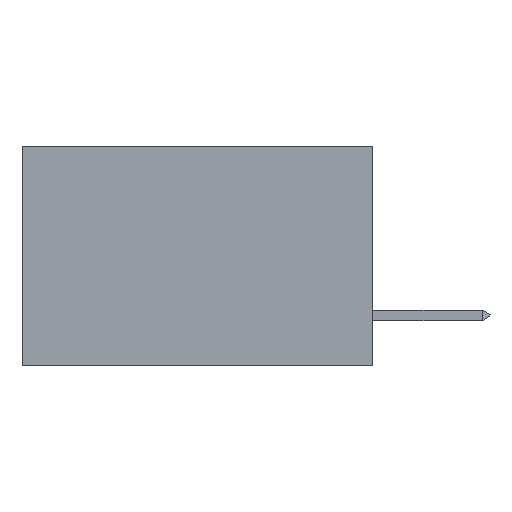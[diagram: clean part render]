
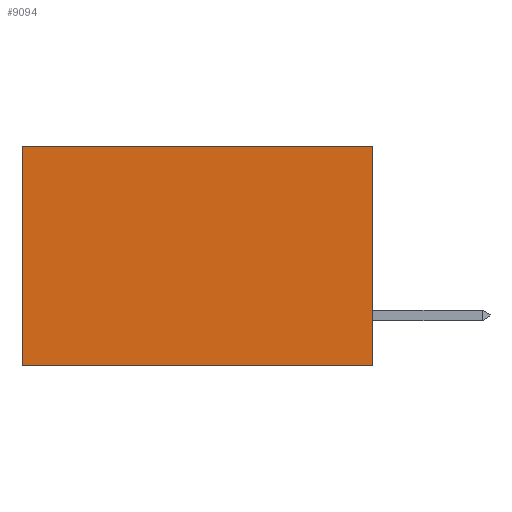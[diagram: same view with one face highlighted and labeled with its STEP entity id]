
A CAD part, left-side view. The second image highlights one B-rep face of the part: STEP entity #9094.
In plain terms, the highlighted planar face has unit normal (-1, 0, 0).
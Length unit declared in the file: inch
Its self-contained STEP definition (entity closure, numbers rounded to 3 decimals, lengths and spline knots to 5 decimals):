
#1481 = VECTOR ( 'NONE', #13497, 39.37008 ) ;
#1510 = EDGE_CURVE ( 'NONE', #7193, #3785, #13955, .T. ) ;
#3070 = LINE ( 'NONE', #14194, #9740 ) ;
#3406 = DIRECTION ( 'NONE',  ( 1., 0., 0. ) ) ;
#3785 = VERTEX_POINT ( 'NONE', #13231 ) ;
#4390 = DIRECTION ( 'NONE',  ( 0., 0., -1. ) ) ;
#5761 = VECTOR ( 'NONE', #16232, 39.37008 ) ;
#6270 = CARTESIAN_POINT ( 'NONE',  ( 0.277, 0., -0.37 ) ) ;
#7148 = CARTESIAN_POINT ( 'NONE',  ( 0.277, 0.59, -0.37 ) ) ;
#7193 = VERTEX_POINT ( 'NONE', #15310 ) ;
#7328 = FACE_OUTER_BOUND ( 'NONE', #12946, .T. ) ;
#7613 = EDGE_CURVE ( 'NONE', #8697, #8921, #11996, .T. ) ;
#7831 = EDGE_CURVE ( 'NONE', #3785, #8921, #15388, .T. ) ;
#7893 = ORIENTED_EDGE ( 'NONE', *, *, #7613, .T. ) ;
#8036 = ORIENTED_EDGE ( 'NONE', *, *, #7831, .F. ) ;
#8079 = ORIENTED_EDGE ( 'NONE', *, *, #11923, .T. ) ;
#8100 = ORIENTED_EDGE ( 'NONE', *, *, #1510, .F. ) ;
#8361 = CARTESIAN_POINT ( 'NONE',  ( 0.277, 0.59, -0.37 ) ) ;
#8697 = VERTEX_POINT ( 'NONE', #10529 ) ;
#8903 = CARTESIAN_POINT ( 'NONE',  ( 0.277, 0., -0.37 ) ) ;
#8921 = VERTEX_POINT ( 'NONE', #8361 ) ;
#9094 = ADVANCED_FACE ( 'NONE', ( #7328 ), #16097, .F. ) ;
#9205 = DIRECTION ( 'NONE',  ( 0., 1., 0. ) ) ;
#9740 = VECTOR ( 'NONE', #9205, 39.37008 ) ;
#10529 = CARTESIAN_POINT ( 'NONE',  ( 0.277, 0.59, 0. ) ) ;
#10667 = VECTOR ( 'NONE', #4390, 39.37008 ) ;
#11224 = CARTESIAN_POINT ( 'NONE',  ( 0.277, 0., -0.37 ) ) ;
#11923 = EDGE_CURVE ( 'NONE', #7193, #8697, #3070, .T. ) ;
#11996 = LINE ( 'NONE', #7148, #1481 ) ;
#12549 = DIRECTION ( 'NONE',  ( 0., 0., -1. ) ) ;
#12946 = EDGE_LOOP ( 'NONE', ( #7893, #8036, #8100, #8079 ) ) ;
#13231 = CARTESIAN_POINT ( 'NONE',  ( 0.277, 0., -0.37 ) ) ;
#13497 = DIRECTION ( 'NONE',  ( 0., 0., -1. ) ) ;
#13955 = LINE ( 'NONE', #8903, #10667 ) ;
#14194 = CARTESIAN_POINT ( 'NONE',  ( 0.277, 0., 0. ) ) ;
#15263 = AXIS2_PLACEMENT_3D ( 'NONE', #11224, #3406, #12549 ) ;
#15310 = CARTESIAN_POINT ( 'NONE',  ( 0.277, 0., 0. ) ) ;
#15388 = LINE ( 'NONE', #6270, #5761 ) ;
#16097 = PLANE ( 'NONE',  #15263 ) ;
#16232 = DIRECTION ( 'NONE',  ( 0., 1., 0. ) ) ;
